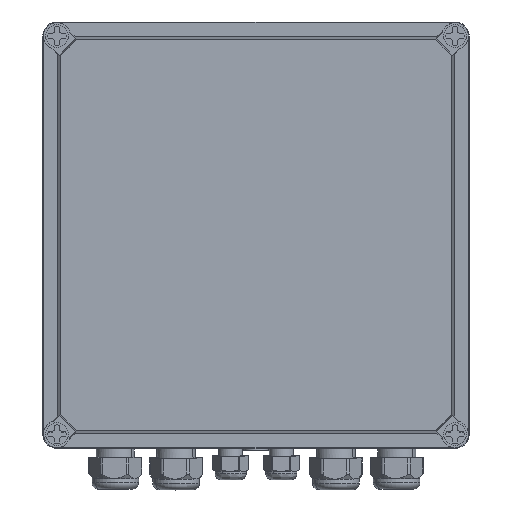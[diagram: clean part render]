
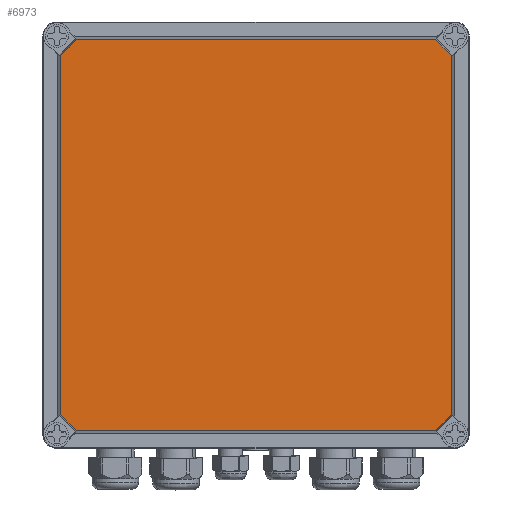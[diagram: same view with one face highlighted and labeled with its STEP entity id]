
A CAD part, top view. The second image highlights one B-rep face of the part: STEP entity #6973.
In plain terms, the highlighted planar face has unit normal (0, 0, 1).
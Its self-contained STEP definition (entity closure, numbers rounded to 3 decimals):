
#6921=AXIS2_PLACEMENT_3D('Plane Axis2P3D',#6918,#6919,#6920) ;
#6833=CARTESIAN_POINT('Vertex',(289.042,53.183,174.)) ;
#6836=CARTESIAN_POINT('Line Origine',(283.427,47.568,174.)) ;
#6840=CARTESIAN_POINT('Vertex',(277.812,41.954,174.)) ;
#6875=CARTESIAN_POINT('Line Origine',(289.042,180.195,174.)) ;
#6879=CARTESIAN_POINT('Vertex',(289.042,307.208,174.)) ;
#6918=CARTESIAN_POINT('Axis2P3D Location',(151.6,179.395,174.)) ;
#6923=CARTESIAN_POINT('Line Origine',(12.558,180.195,174.)) ;
#6927=CARTESIAN_POINT('Vertex',(12.558,53.183,174.)) ;
#6929=CARTESIAN_POINT('Vertex',(12.558,307.208,174.)) ;
#6932=CARTESIAN_POINT('Line Origine',(18.173,47.568,174.)) ;
#6936=CARTESIAN_POINT('Vertex',(23.788,41.954,174.)) ;
#6939=CARTESIAN_POINT('Line Origine',(150.8,41.954,174.)) ;
#6944=CARTESIAN_POINT('Line Origine',(283.427,312.822,174.)) ;
#6948=CARTESIAN_POINT('Vertex',(277.812,318.437,174.)) ;
#6951=CARTESIAN_POINT('Line Origine',(150.8,318.437,174.)) ;
#6955=CARTESIAN_POINT('Vertex',(23.788,318.437,174.)) ;
#6958=CARTESIAN_POINT('Line Origine',(18.173,312.822,174.)) ;
#6837=DIRECTION('Vector Direction',(0.707,0.707,0.)) ;
#6876=DIRECTION('Vector Direction',(0.,-1.,0.)) ;
#6919=DIRECTION('Axis2P3D Direction',(0.,0.,1.)) ;
#6920=DIRECTION('Axis2P3D XDirection',(1.,0.,0.)) ;
#6924=DIRECTION('Vector Direction',(0.,1.,0.)) ;
#6933=DIRECTION('Vector Direction',(0.707,-0.707,0.)) ;
#6940=DIRECTION('Vector Direction',(1.,0.,0.)) ;
#6945=DIRECTION('Vector Direction',(-0.707,0.707,0.)) ;
#6952=DIRECTION('Vector Direction',(-1.,0.,0.)) ;
#6959=DIRECTION('Vector Direction',(-0.707,-0.707,0.)) ;
#6838=VECTOR('Line Direction',#6837,1.) ;
#6877=VECTOR('Line Direction',#6876,1.) ;
#6925=VECTOR('Line Direction',#6924,1.) ;
#6934=VECTOR('Line Direction',#6933,1.) ;
#6941=VECTOR('Line Direction',#6940,1.) ;
#6946=VECTOR('Line Direction',#6945,1.) ;
#6953=VECTOR('Line Direction',#6952,1.) ;
#6960=VECTOR('Line Direction',#6959,1.) ;
#6964=ORIENTED_EDGE('',*,*,#6931,.F.) ;
#6965=ORIENTED_EDGE('',*,*,#6938,.T.) ;
#6966=ORIENTED_EDGE('',*,*,#6943,.T.) ;
#6967=ORIENTED_EDGE('',*,*,#6842,.T.) ;
#6968=ORIENTED_EDGE('',*,*,#6881,.F.) ;
#6969=ORIENTED_EDGE('',*,*,#6950,.T.) ;
#6970=ORIENTED_EDGE('',*,*,#6957,.T.) ;
#6971=ORIENTED_EDGE('',*,*,#6962,.T.) ;
#6973=ADVANCED_FACE('GEHAEUSEOBERTEIL',(#6972),#6922,.T.) ;
#6842=EDGE_CURVE('',#6841,#6834,#6839,.T.) ;
#6881=EDGE_CURVE('',#6880,#6834,#6878,.T.) ;
#6931=EDGE_CURVE('',#6928,#6930,#6926,.T.) ;
#6938=EDGE_CURVE('',#6928,#6937,#6935,.T.) ;
#6943=EDGE_CURVE('',#6937,#6841,#6942,.T.) ;
#6950=EDGE_CURVE('',#6880,#6949,#6947,.T.) ;
#6957=EDGE_CURVE('',#6949,#6956,#6954,.T.) ;
#6962=EDGE_CURVE('',#6956,#6930,#6961,.T.) ;
#6963=EDGE_LOOP('',(#6964,#6965,#6966,#6967,#6968,#6969,#6970,#6971)) ;
#6972=FACE_OUTER_BOUND('',#6963,.T.) ;
#6839=LINE('Line',#6836,#6838) ;
#6878=LINE('Line',#6875,#6877) ;
#6926=LINE('Line',#6923,#6925) ;
#6935=LINE('Line',#6932,#6934) ;
#6942=LINE('Line',#6939,#6941) ;
#6947=LINE('Line',#6944,#6946) ;
#6954=LINE('Line',#6951,#6953) ;
#6961=LINE('Line',#6958,#6960) ;
#6922=PLANE('',#6921) ;
#6834=VERTEX_POINT('',#6833) ;
#6841=VERTEX_POINT('',#6840) ;
#6880=VERTEX_POINT('',#6879) ;
#6928=VERTEX_POINT('',#6927) ;
#6930=VERTEX_POINT('',#6929) ;
#6937=VERTEX_POINT('',#6936) ;
#6949=VERTEX_POINT('',#6948) ;
#6956=VERTEX_POINT('',#6955) ;
